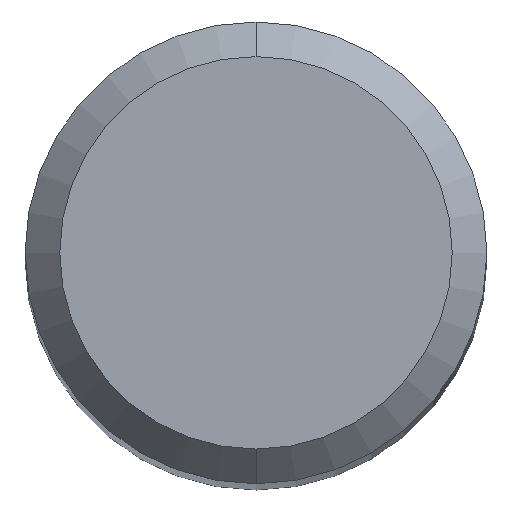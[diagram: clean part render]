
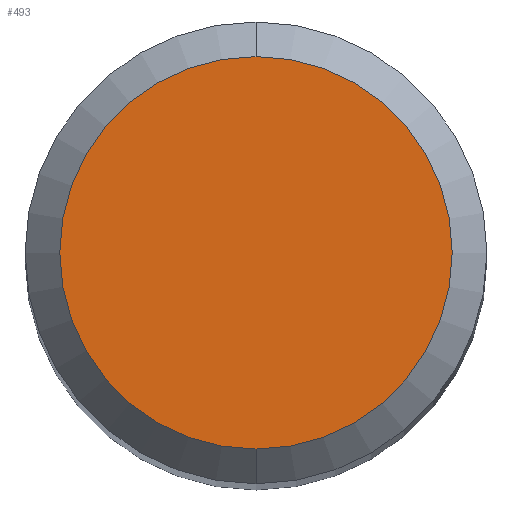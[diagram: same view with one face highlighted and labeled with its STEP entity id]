
A CAD part, top view. The second image highlights one B-rep face of the part: STEP entity #493.
In plain terms, the highlighted planar face has unit normal (0, 0, 1).
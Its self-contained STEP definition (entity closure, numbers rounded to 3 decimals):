
#493=ADVANCED_FACE('',(#1220),#1221,.T.);
#545=EDGE_CURVE('',#605,#671,#1280,.T.);
#605=VERTEX_POINT('',#1346);
#671=VERTEX_POINT('',#1416);
#1011=EDGE_CURVE('',#671,#605,#1786,.T.);
#1220=FACE_OUTER_BOUND('',#2423,.T.);
#1221=PLANE('',#2424);
#1280=CIRCLE('',#2571,1.7);
#1346=CARTESIAN_POINT('',(0.,-1.7,0.0));
#1416=CARTESIAN_POINT('',(0.0,1.7,0.0));
#1786=CIRCLE('',#4823,1.7);
#2423=EDGE_LOOP('',(#5176,#5177));
#2424=AXIS2_PLACEMENT_3D('',#5178,#5179,#5180);
#2571=AXIS2_PLACEMENT_3D('',#5236,#5237,#5238);
#4823=AXIS2_PLACEMENT_3D('',#5743,#5744,#5745);
#5176=ORIENTED_EDGE('',*,*,#1011,.F.);
#5177=ORIENTED_EDGE('',*,*,#545,.F.);
#5178=CARTESIAN_POINT('',(0.0,0.85,0.0));
#5179=DIRECTION('',(-0.0,0.0,1.0));
#5180=DIRECTION('',(0.0,-1.0,0.0));
#5236=CARTESIAN_POINT('',(0.0,0.0,0.0));
#5237=DIRECTION('',(0.0,0.0,-1.0));
#5238=DIRECTION('',(0.0,1.0,0.0));
#5743=CARTESIAN_POINT('',(0.0,0.0,0.0));
#5744=DIRECTION('',(0.0,0.0,-1.0));
#5745=DIRECTION('',(0.0,1.0,0.0));
